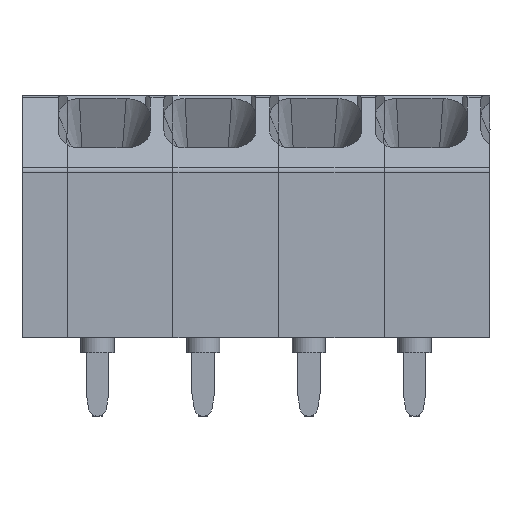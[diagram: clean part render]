
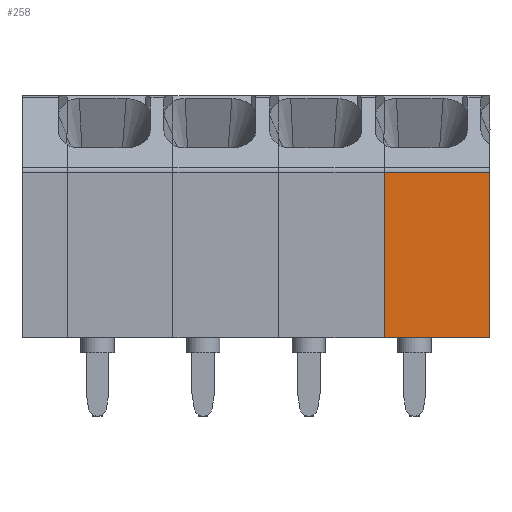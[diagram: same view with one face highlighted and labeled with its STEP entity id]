
A CAD part, front view. The second image highlights one B-rep face of the part: STEP entity #258.
In plain terms, the highlighted planar face has unit normal (0, -1, 0).
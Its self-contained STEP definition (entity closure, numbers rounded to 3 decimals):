
#258=ADVANCED_FACE('',(#1691),#1692,.T.);
#1691=FACE_OUTER_BOUND('',#4586,.T.);
#1692=PLANE('',#4587);
#4586=EDGE_LOOP('',(#8689,#8690,#8691,#8692));
#4587=AXIS2_PLACEMENT_3D('',#8693,#8694,#8695);
#8689=ORIENTED_EDGE('',*,*,#19725,.T.);
#8690=ORIENTED_EDGE('',*,*,#19723,.F.);
#8691=ORIENTED_EDGE('',*,*,#19726,.T.);
#8692=ORIENTED_EDGE('',*,*,#19727,.F.);
#8693=CARTESIAN_POINT('',(15.5,0.0,8.));
#8694=DIRECTION('',(0.,-1.0,0.0));
#8695=DIRECTION('',(1.0,0.,0.0));
#19723=EDGE_CURVE('',#23464,#23466,#23467,.T.);
#19725=EDGE_CURVE('',#23469,#23466,#23470,.T.);
#19726=EDGE_CURVE('',#23464,#23471,#23472,.T.);
#19727=EDGE_CURVE('',#23469,#23471,#23473,.T.);
#23464=VERTEX_POINT('',#29680);
#23466=VERTEX_POINT('',#29683);
#23467=LINE('',#29684,#29685);
#23469=VERTEX_POINT('',#29688);
#23470=LINE('',#29689,#29690);
#23471=VERTEX_POINT('',#29691);
#23472=LINE('',#29692,#29693);
#23473=LINE('',#29694,#29695);
#29680=CARTESIAN_POINT('',(15.5,0.0,0.));
#29683=CARTESIAN_POINT('',(12.0,0.0,0.));
#29684=CARTESIAN_POINT('',(15.5,0.0,0.));
#29685=VECTOR('',#40300,1.0);
#29688=CARTESIAN_POINT('',(12.0,0.0,5.478));
#29689=CARTESIAN_POINT('',(12.0,0.0,0.262));
#29690=VECTOR('',#40302,1.0);
#29691=CARTESIAN_POINT('',(15.5,0.0,5.478));
#29692=CARTESIAN_POINT('',(15.5,0.0,0.262));
#29693=VECTOR('',#40303,1.0);
#29694=CARTESIAN_POINT('',(15.5,0.0,5.478));
#29695=VECTOR('',#40304,1.0);
#40300=DIRECTION('',(-1.0,0.,0.0));
#40302=DIRECTION('',(0.0,0.0,-1.0));
#40303=DIRECTION('',(0.0,0.0,1.0));
#40304=DIRECTION('',(1.0,0.,0.));
